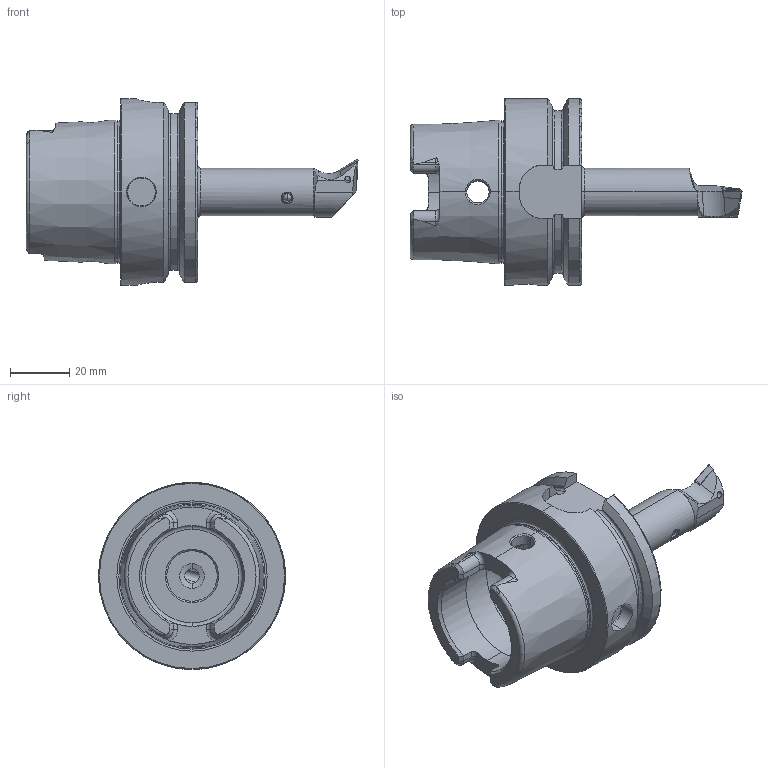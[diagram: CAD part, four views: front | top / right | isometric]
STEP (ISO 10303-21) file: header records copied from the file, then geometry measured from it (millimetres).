
FILE_DESCRIPTION (( 'STEP AP214' ), '1' );
FILE_NAME ('HA6.BDA.LUX.080.STEP', '2017-11-21T17:18:39', ( 'SWIAdmin' ), ( 'Hewlett-Packard Company' ), 'SwSTEP 2.0', 'SolidWorks 2017', '' );
FILE_SCHEMA (( 'AUTOMOTIVE_DESIGN' ));
Length unit declared in the file: millimetre
Products named in the file (5): KVT_MB_600_040; WCA-ER2.001.006_B; DCMT070204; HA6-BDA.LUX.080_A; HA6.BDA.LUX.080
Assembly tree (4 placements, depth 2):
  HA6.BDA.LUX.080
    HA6-BDA.LUX.080_A
    DCMT070204
    WCA-ER2.001.006_B
    KVT_MB_600_040
Bounding box: 111.89 x 63 x 63 mm (x, y, z)
Volume: 89542.2 mm3; surface area: 25920.2 mm2
Topology: 5 solids, 5 shells, 314 faces, 807 edges, 496 vertices
Faces by surface type: cylinder 93, plane 82, cone 80, torus 39, bspline 16, sphere 4
Entity records: 11708 total; most frequent: CARTESIAN_POINT 3677, ORIENTED_EDGE 1592, DIRECTION 1471, EDGE_CURVE 796, AXIS2_PLACEMENT_3D 588, VERTEX_POINT 493, EDGE_LOOP 327, ADVANCED_FACE 314
